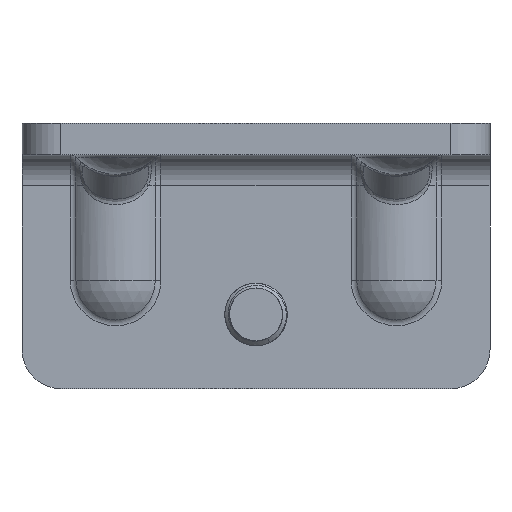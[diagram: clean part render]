
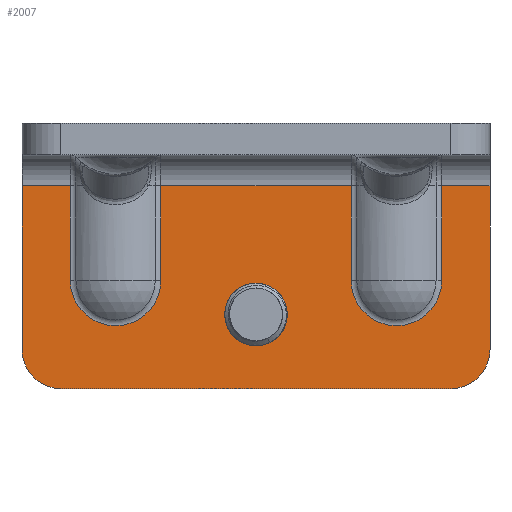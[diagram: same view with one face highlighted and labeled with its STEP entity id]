
A CAD part, front view. The second image highlights one B-rep face of the part: STEP entity #2007.
In plain terms, the highlighted face is planar.
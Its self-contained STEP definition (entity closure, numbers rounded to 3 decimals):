
#183=DIRECTION('',(1.,0.,0.));
#184=VECTOR('',#183,24.381);
#185=CARTESIAN_POINT('',(-12.191,4.,1.8));
#186=LINE('',#185,#184);
#248=DIRECTION('',(1.,0.,0.));
#249=VECTOR('',#248,6.191);
#250=CARTESIAN_POINT('',(23.809,4.,1.8));
#251=LINE('',#250,#249);
#256=DIRECTION('',(0.,0.,-1.));
#257=VECTOR('',#256,21.);
#258=CARTESIAN_POINT('',(30.,4.,22.8));
#259=LINE('',#258,#257);
#260=CARTESIAN_POINT('',(25.,4.,22.8));
#261=DIRECTION('',(0.,1.,0.));
#262=DIRECTION('',(0.,0.,1.));
#263=AXIS2_PLACEMENT_3D('',#260,#261,#262);
#265=DIRECTION('',(1.,0.,0.));
#266=VECTOR('',#265,50.);
#267=CARTESIAN_POINT('',(-25.,4.,27.8));
#268=LINE('',#267,#266);
#269=CARTESIAN_POINT('',(-25.,4.,22.8));
#270=DIRECTION('',(0.,1.,0.));
#271=DIRECTION('',(-1.,0.,0.));
#272=AXIS2_PLACEMENT_3D('',#269,#270,#271);
#274=DIRECTION('',(0.,0.,1.));
#275=VECTOR('',#274,21.);
#276=CARTESIAN_POINT('',(-30.,4.,1.8));
#277=LINE('',#276,#275);
#278=CARTESIAN_POINT('',(-18.,4.,13.927));
#279=DIRECTION('',(0.,-1.,0.));
#280=DIRECTION('',(0.,0.,1.));
#281=AXIS2_PLACEMENT_3D('',#278,#279,#280);
#283=CARTESIAN_POINT('',(-18.,4.,13.927));
#284=DIRECTION('',(0.,-1.,0.));
#285=DIRECTION('',(1.,0.,0.));
#286=AXIS2_PLACEMENT_3D('',#283,#284,#285);
#288=CARTESIAN_POINT('',(18.,4.,13.927));
#289=DIRECTION('',(0.,-1.,0.));
#290=DIRECTION('',(0.,0.,1.));
#291=AXIS2_PLACEMENT_3D('',#288,#289,#290);
#293=CARTESIAN_POINT('',(18.,4.,13.927));
#294=DIRECTION('',(0.,-1.,0.));
#295=DIRECTION('',(1.,0.,0.));
#296=AXIS2_PLACEMENT_3D('',#293,#294,#295);
#298=CARTESIAN_POINT('',(0.,4.,18.3));
#299=DIRECTION('',(0.,-1.,0.));
#300=DIRECTION('',(1.,0.,0.));
#301=AXIS2_PLACEMENT_3D('',#298,#299,#300);
#303=CARTESIAN_POINT('',(0.,4.,18.3));
#304=DIRECTION('',(0.,-1.,0.));
#305=DIRECTION('',(-1.,0.,0.));
#306=AXIS2_PLACEMENT_3D('',#303,#304,#305);
#976=DIRECTION('',(1.,0.,0.));
#977=VECTOR('',#976,6.191);
#978=CARTESIAN_POINT('',(-30.,4.,1.8));
#979=LINE('',#978,#977);
#1000=DIRECTION('',(0.,0.,1.));
#1001=VECTOR('',#1000,12.127);
#1002=CARTESIAN_POINT('',(-23.809,4.,1.8));
#1003=LINE('',#1002,#1001);
#1037=DIRECTION('',(0.,0.,-1.));
#1038=VECTOR('',#1037,12.127);
#1039=CARTESIAN_POINT('',(-12.191,4.,13.927));
#1040=LINE('',#1039,#1038);
#1112=DIRECTION('',(0.,0.,1.));
#1113=VECTOR('',#1112,12.127);
#1114=CARTESIAN_POINT('',(12.191,4.,1.8));
#1115=LINE('',#1114,#1113);
#1243=DIRECTION('',(0.,0.,-1.));
#1244=VECTOR('',#1243,12.127);
#1245=CARTESIAN_POINT('',(23.809,4.,13.927));
#1246=LINE('',#1245,#1244);
#1331=CARTESIAN_POINT('',(-23.809,4.,1.8));
#1332=VERTEX_POINT('',#1331);
#1337=CARTESIAN_POINT('',(-12.191,4.,1.8));
#1338=VERTEX_POINT('',#1337);
#1353=CARTESIAN_POINT('',(-12.191,4.,13.927));
#1355=VERTEX_POINT('',#1353);
#1364=CARTESIAN_POINT('',(-23.809,4.,13.927));
#1366=VERTEX_POINT('',#1364);
#1367=CARTESIAN_POINT('',(-18.,4.,19.736));
#1368=VERTEX_POINT('',#1367);
#1420=CARTESIAN_POINT('',(12.191,4.,1.8));
#1421=VERTEX_POINT('',#1420);
#1426=CARTESIAN_POINT('',(23.809,4.,1.8));
#1427=VERTEX_POINT('',#1426);
#1446=CARTESIAN_POINT('',(23.809,4.,13.927));
#1447=VERTEX_POINT('',#1446);
#1454=CARTESIAN_POINT('',(12.191,4.,13.927));
#1455=VERTEX_POINT('',#1454);
#1456=CARTESIAN_POINT('',(18.,4.,19.736));
#1457=VERTEX_POINT('',#1456);
#1490=CARTESIAN_POINT('',(-30.,4.,1.8));
#1491=VERTEX_POINT('',#1490);
#1492=CARTESIAN_POINT('',(30.,4.,1.8));
#1493=VERTEX_POINT('',#1492);
#1494=CARTESIAN_POINT('',(-30.,4.,22.8));
#1495=VERTEX_POINT('',#1494);
#1496=CARTESIAN_POINT('',(-25.,4.,27.8));
#1497=VERTEX_POINT('',#1496);
#1498=CARTESIAN_POINT('',(25.,4.,27.8));
#1499=VERTEX_POINT('',#1498);
#1500=CARTESIAN_POINT('',(30.,4.,22.8));
#1501=VERTEX_POINT('',#1500);
#1533=CARTESIAN_POINT('',(-3.4,4.,18.3));
#1535=VERTEX_POINT('',#1533);
#1538=CARTESIAN_POINT('',(3.4,4.,18.3));
#1539=VERTEX_POINT('',#1538);
#1964=CARTESIAN_POINT('',(0.,4.,-26.5));
#1965=DIRECTION('',(0.,1.,0.));
#1966=DIRECTION('',(0.,0.,1.));
#1967=AXIS2_PLACEMENT_3D('',#1964,#1965,#1966);
#1968=PLANE('',#1967);
#1969=ORIENTED_EDGE('',*,*,#1955,.T.);
#1971=ORIENTED_EDGE('',*,*,#1970,.F.);
#1973=ORIENTED_EDGE('',*,*,#1972,.F.);
#1975=ORIENTED_EDGE('',*,*,#1974,.F.);
#1977=ORIENTED_EDGE('',*,*,#1976,.F.);
#1979=ORIENTED_EDGE('',*,*,#1978,.F.);
#1981=ORIENTED_EDGE('',*,*,#1980,.T.);
#1983=ORIENTED_EDGE('',*,*,#1982,.T.);
#1985=ORIENTED_EDGE('',*,*,#1984,.F.);
#1987=ORIENTED_EDGE('',*,*,#1986,.F.);
#1989=ORIENTED_EDGE('',*,*,#1988,.T.);
#1990=ORIENTED_EDGE('',*,*,#1871,.T.);
#1992=ORIENTED_EDGE('',*,*,#1991,.T.);
#1994=ORIENTED_EDGE('',*,*,#1993,.F.);
#1996=ORIENTED_EDGE('',*,*,#1995,.F.);
#1998=ORIENTED_EDGE('',*,*,#1997,.T.);
#1999=EDGE_LOOP('',(#1969,#1971,#1973,#1975,#1977,#1979,#1981,#1983,#1985,#1987,
#1989,#1990,#1992,#1994,#1996,#1998));
#2000=FACE_OUTER_BOUND('',#1999,.F.);
#2002=ORIENTED_EDGE('',*,*,#2001,.F.);
#2004=ORIENTED_EDGE('',*,*,#2003,.F.);
#2005=EDGE_LOOP('',(#2002,#2004));
#2006=FACE_BOUND('',#2005,.F.);
#2007=ADVANCED_FACE('',(#2000,#2006),#1968,.T.);
#264=CIRCLE('',#263,5.);
#273=CIRCLE('',#272,5.);
#282=CIRCLE('',#281,5.809);
#287=CIRCLE('',#286,5.809);
#292=CIRCLE('',#291,5.809);
#297=CIRCLE('',#296,5.809);
#302=CIRCLE('',#301,3.4);
#307=CIRCLE('',#306,3.4);
#1871=EDGE_CURVE('',#1338,#1421,#186,.T.);
#1955=EDGE_CURVE('',#1427,#1493,#251,.T.);
#1970=EDGE_CURVE('',#1501,#1493,#259,.T.);
#1972=EDGE_CURVE('',#1499,#1501,#264,.T.);
#1974=EDGE_CURVE('',#1497,#1499,#268,.T.);
#1976=EDGE_CURVE('',#1495,#1497,#273,.T.);
#1978=EDGE_CURVE('',#1491,#1495,#277,.T.);
#1980=EDGE_CURVE('',#1491,#1332,#979,.T.);
#1982=EDGE_CURVE('',#1332,#1366,#1003,.T.);
#1984=EDGE_CURVE('',#1368,#1366,#282,.T.);
#1986=EDGE_CURVE('',#1355,#1368,#287,.T.);
#1988=EDGE_CURVE('',#1355,#1338,#1040,.T.);
#1991=EDGE_CURVE('',#1421,#1455,#1115,.T.);
#1993=EDGE_CURVE('',#1457,#1455,#292,.T.);
#1995=EDGE_CURVE('',#1447,#1457,#297,.T.);
#1997=EDGE_CURVE('',#1447,#1427,#1246,.T.);
#2001=EDGE_CURVE('',#1539,#1535,#302,.T.);
#2003=EDGE_CURVE('',#1535,#1539,#307,.T.);
